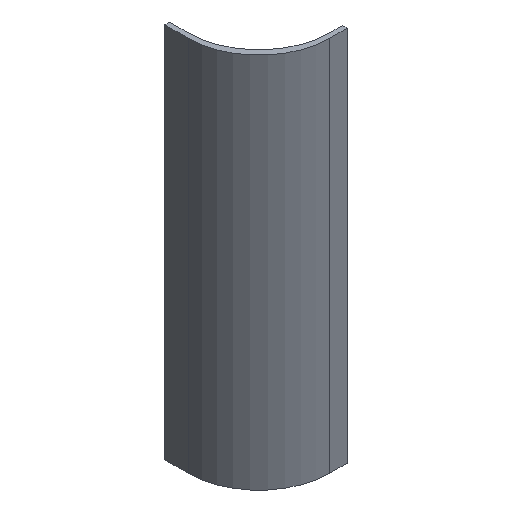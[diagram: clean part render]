
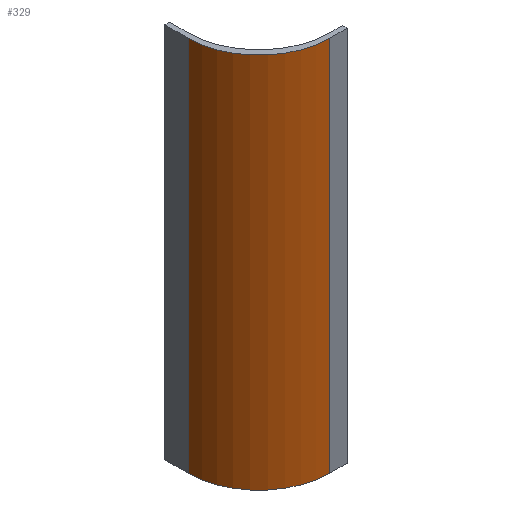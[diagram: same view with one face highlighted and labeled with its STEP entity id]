
A CAD part, isometric view. The second image highlights one B-rep face of the part: STEP entity #329.
In plain terms, the highlighted cylindrical face has radius 60 mm (diameter 120 mm), a partial arc.
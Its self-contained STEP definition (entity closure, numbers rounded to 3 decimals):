
#3 = AXIS2_PLACEMENT_3D ( 'NONE', #273, #283, #259 ) ;
#14 = CIRCLE ( 'NONE', #29, 60. ) ;
#16 = AXIS2_PLACEMENT_3D ( 'NONE', #241, #236, #239 ) ;
#29 = AXIS2_PLACEMENT_3D ( 'NONE', #177, #173, #184 ) ;
#39 = CIRCLE ( 'NONE', #16, 60. ) ;
#41 = VECTOR ( 'NONE', #233, 1000. ) ;
#46 = VECTOR ( 'NONE', #202, 1000. ) ;
#62 = ORIENTED_EDGE ( 'NONE', *, *, #326, .F. ) ;
#80 = ORIENTED_EDGE ( 'NONE', *, *, #304, .T. ) ;
#81 = ORIENTED_EDGE ( 'NONE', *, *, #314, .F. ) ;
#83 = ORIENTED_EDGE ( 'NONE', *, *, #320, .F. ) ;
#102 = VERTEX_POINT ( 'NONE', #115 ) ;
#113 = VERTEX_POINT ( 'NONE', #144 ) ;
#115 = CARTESIAN_POINT ( 'NONE',  ( -217., 60., -250. ) ) ;
#117 = EDGE_LOOP ( 'NONE', ( #83, #62, #80, #81 ) ) ;
#118 = CARTESIAN_POINT ( 'NONE',  ( -157., 0., -250. ) ) ;
#125 = CARTESIAN_POINT ( 'NONE',  ( -217., 60., 70. ) ) ;
#138 = VERTEX_POINT ( 'NONE', #118 ) ;
#144 = CARTESIAN_POINT ( 'NONE',  ( -157., 0., 70. ) ) ;
#147 = VERTEX_POINT ( 'NONE', #125 ) ;
#173 = DIRECTION ( 'NONE',  ( 0., 0., -1. ) ) ;
#177 = CARTESIAN_POINT ( 'NONE',  ( -157., 60., 70. ) ) ;
#184 = DIRECTION ( 'NONE',  ( 1., 0., 0. ) ) ;
#202 = DIRECTION ( 'NONE',  ( 0., 0., -1. ) ) ;
#208 = CARTESIAN_POINT ( 'NONE',  ( -157., 0., 330. ) ) ;
#210 = LINE ( 'NONE', #208, #46 ) ;
#212 = FACE_OUTER_BOUND ( 'NONE', #117, .T. ) ;
#218 = LINE ( 'NONE', #221, #41 ) ;
#221 = CARTESIAN_POINT ( 'NONE',  ( -217., 60., -330. ) ) ;
#233 = DIRECTION ( 'NONE',  ( 0., 0., 1. ) ) ;
#236 = DIRECTION ( 'NONE',  ( 0., 0., -1. ) ) ;
#239 = DIRECTION ( 'NONE',  ( 1., 0., 0. ) ) ;
#241 = CARTESIAN_POINT ( 'NONE',  ( -157., 60., -250. ) ) ;
#259 = DIRECTION ( 'NONE',  ( 1., 0., 0. ) ) ;
#273 = CARTESIAN_POINT ( 'NONE',  ( -157., 60., -330. ) ) ;
#283 = DIRECTION ( 'NONE',  ( 0., 0., 1. ) ) ;
#285 = CYLINDRICAL_SURFACE ( 'NONE', #3, 60. ) ;
#304 = EDGE_CURVE ( 'NONE', #113, #147, #14, .T. ) ;
#314 = EDGE_CURVE ( 'NONE', #102, #147, #218, .T. ) ;
#320 = EDGE_CURVE ( 'NONE', #138, #102, #39, .T. ) ;
#326 = EDGE_CURVE ( 'NONE', #113, #138, #210, .T. ) ;
#329 = ADVANCED_FACE ( 'NONE', ( #212 ), #285, .T. ) ;
